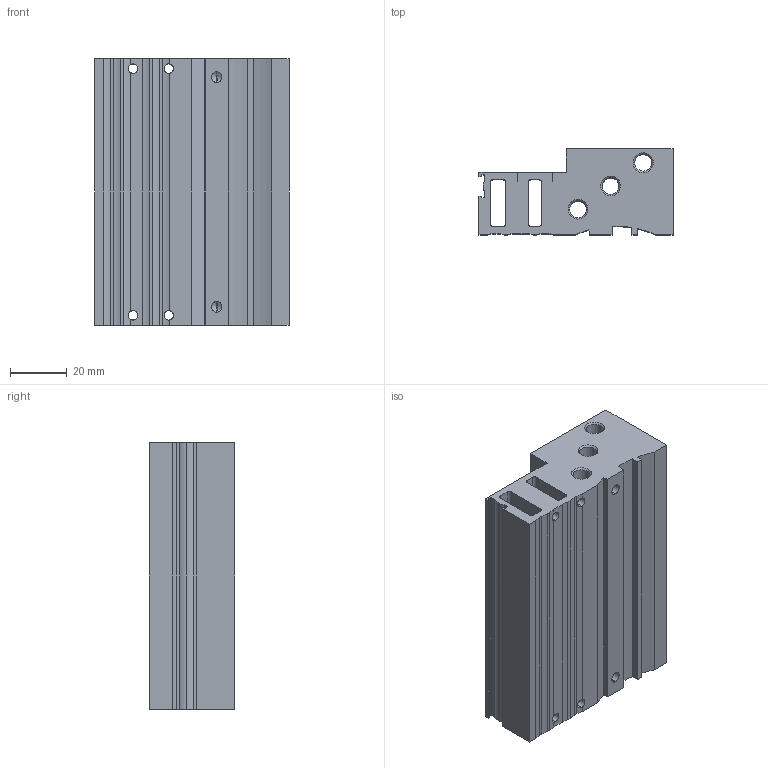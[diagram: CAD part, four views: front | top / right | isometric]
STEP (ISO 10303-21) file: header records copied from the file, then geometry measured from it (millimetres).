
FILE_DESCRIPTION (( 'STEP AP203' ), '1' );
FILE_NAME ('SE_01_1_4002.STEP', '2020-10-21T10:27:06', ( '' ), ( '' ), 'SwSTEP 2.0', 'SolidWorks 2017', '' );
FILE_SCHEMA (( 'CONFIG_CONTROL_DESIGN' ));
Length unit declared in the file: millimetre
Products named in the file (1): SE_01_1_4002
Bounding box: 68.4 x 30.3 x 94 mm (x, y, z)
Volume: 139859.2 mm3; surface area: 39177 mm2
Topology: 1 solids, 1 shells, 223 faces, 569 edges, 364 vertices
Faces by surface type: cylinder 123, plane 60, cone 40
Entity records: 7890 total; most frequent: CARTESIAN_POINT 2185, DIRECTION 1215, ORIENTED_EDGE 1130, EDGE_CURVE 565, AXIS2_PLACEMENT_3D 470, VERTEX_POINT 364, EDGE_LOOP 297, LINE 275
